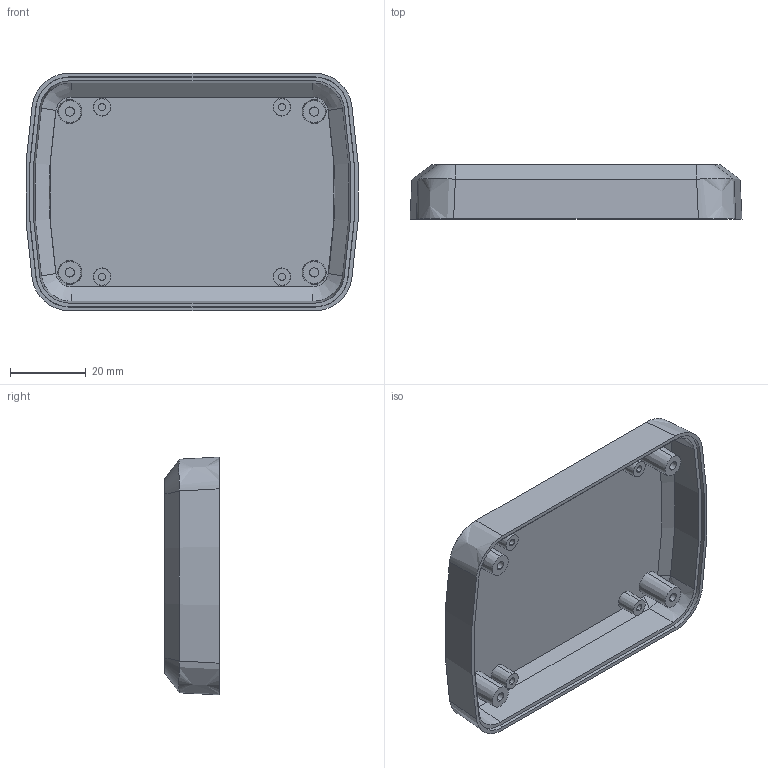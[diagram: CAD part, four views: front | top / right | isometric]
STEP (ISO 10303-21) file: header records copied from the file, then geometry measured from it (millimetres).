
FILE_DESCRIPTION(('FreeCAD Model'),'2;1');
FILE_NAME('Open CASCADE Shape Model','2025-08-06T09:07:08',('Author'),( ''),'Open CASCADE STEP processor 7.6','FreeCAD','Unknown');
FILE_SCHEMA(('AUTOMOTIVE_DESIGN { 1 0 10303 214 1 1 1 1 }'));
Length unit declared in the file: millimetre
Products named in the file (1): HH-044-P-1
Bounding box: 87.68 x 14.3 x 62.8 mm (x, y, z)
Volume: 16709.5 mm3; surface area: 18453.9 mm2
Topology: 1 solids, 1 shells, 111 faces, 250 edges, 160 vertices
Faces by surface type: bspline 38, plane 31, cone 26, cylinder 16
Entity records: 6120 total; most frequent: CARTESIAN_POINT 3862, ORIENTED_EDGE 500, DIRECTION 374, EDGE_CURVE 250, VERTEX_POINT 160, AXIS2_PLACEMENT_3D 154, FACE_BOUND 130, EDGE_LOOP 130
